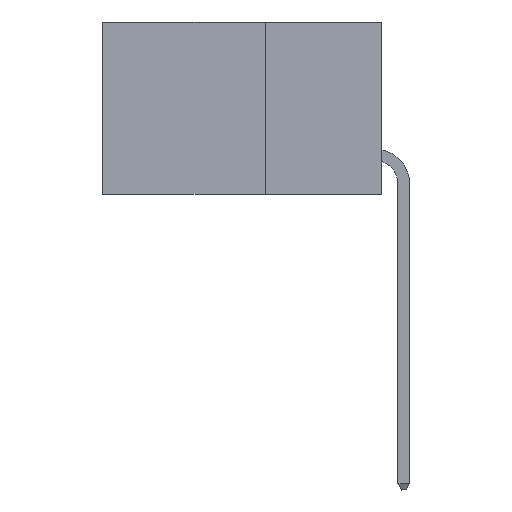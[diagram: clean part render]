
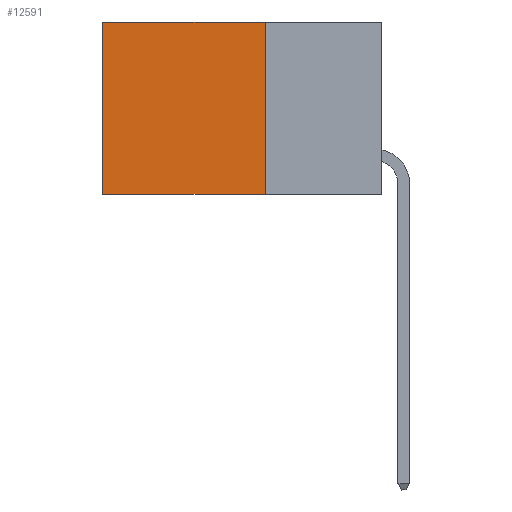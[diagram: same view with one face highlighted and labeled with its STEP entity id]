
A CAD part, left-side view. The second image highlights one B-rep face of the part: STEP entity #12591.
In plain terms, the highlighted planar face has unit normal (-1, 0, 0).
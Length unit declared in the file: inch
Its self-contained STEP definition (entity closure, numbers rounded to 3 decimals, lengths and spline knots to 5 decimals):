
#1024 = PLANE ( 'NONE',  #14591 ) ;
#2521 = VECTOR ( 'NONE', #38977, 39.37008 ) ;
#2715 = LINE ( 'NONE', #5930, #45780 ) ;
#5551 = EDGE_LOOP ( 'NONE', ( #14628, #21633, #36031, #35955 ) ) ;
#5930 = CARTESIAN_POINT ( 'NONE',  ( 0.2875, 0.25, -0.37 ) ) ;
#6176 = EDGE_CURVE ( 'NONE', #34864, #49206, #2715, .T. ) ;
#7520 = CARTESIAN_POINT ( 'NONE',  ( 0.2875, 0.25, 0. ) ) ;
#10542 = VERTEX_POINT ( 'NONE', #7520 ) ;
#11773 = VERTEX_POINT ( 'NONE', #21915 ) ;
#12248 = VECTOR ( 'NONE', #24088, 39.37008 ) ;
#12591 = ADVANCED_FACE ( 'NONE', ( #50110 ), #1024, .F. ) ;
#14101 = LINE ( 'NONE', #30656, #2521 ) ;
#14591 = AXIS2_PLACEMENT_3D ( 'NONE', #28635, #21032, #43946 ) ;
#14628 = ORIENTED_EDGE ( 'NONE', *, *, #41260, .T. ) ;
#15911 = LINE ( 'NONE', #27827, #12248 ) ;
#16490 = DIRECTION ( 'NONE',  ( 0., 0., -1. ) ) ;
#21032 = DIRECTION ( 'NONE',  ( 1., 0., 0. ) ) ;
#21205 = VECTOR ( 'NONE', #16490, 39.37008 ) ;
#21633 = ORIENTED_EDGE ( 'NONE', *, *, #6176, .F. ) ;
#21915 = CARTESIAN_POINT ( 'NONE',  ( 0.2875, 0.6, 0. ) ) ;
#24088 = DIRECTION ( 'NONE',  ( 0., 0., -1. ) ) ;
#26979 = EDGE_CURVE ( 'NONE', #10542, #34864, #39384, .T. ) ;
#27827 = CARTESIAN_POINT ( 'NONE',  ( 0.2875, 0.6, 0. ) ) ;
#27944 = CARTESIAN_POINT ( 'NONE',  ( 0.2875, 0.25, 0. ) ) ;
#28635 = CARTESIAN_POINT ( 'NONE',  ( 0.2875, 0.25, 0. ) ) ;
#28845 = CARTESIAN_POINT ( 'NONE',  ( 0.2875, 0.25, -0.37 ) ) ;
#30656 = CARTESIAN_POINT ( 'NONE',  ( 0.2875, 0.25, 0. ) ) ;
#31686 = EDGE_CURVE ( 'NONE', #10542, #11773, #14101, .T. ) ;
#34864 = VERTEX_POINT ( 'NONE', #28845 ) ;
#35955 = ORIENTED_EDGE ( 'NONE', *, *, #31686, .T. ) ;
#36031 = ORIENTED_EDGE ( 'NONE', *, *, #26979, .F. ) ;
#38977 = DIRECTION ( 'NONE',  ( 0., 1., 0. ) ) ;
#39384 = LINE ( 'NONE', #27944, #21205 ) ;
#40537 = DIRECTION ( 'NONE',  ( 0., 1., 0. ) ) ;
#41260 = EDGE_CURVE ( 'NONE', #11773, #49206, #15911, .T. ) ;
#43946 = DIRECTION ( 'NONE',  ( 0., 0., -1. ) ) ;
#45780 = VECTOR ( 'NONE', #40537, 39.37008 ) ;
#48214 = CARTESIAN_POINT ( 'NONE',  ( 0.2875, 0.6, -0.37 ) ) ;
#49206 = VERTEX_POINT ( 'NONE', #48214 ) ;
#50110 = FACE_OUTER_BOUND ( 'NONE', #5551, .T. ) ;
